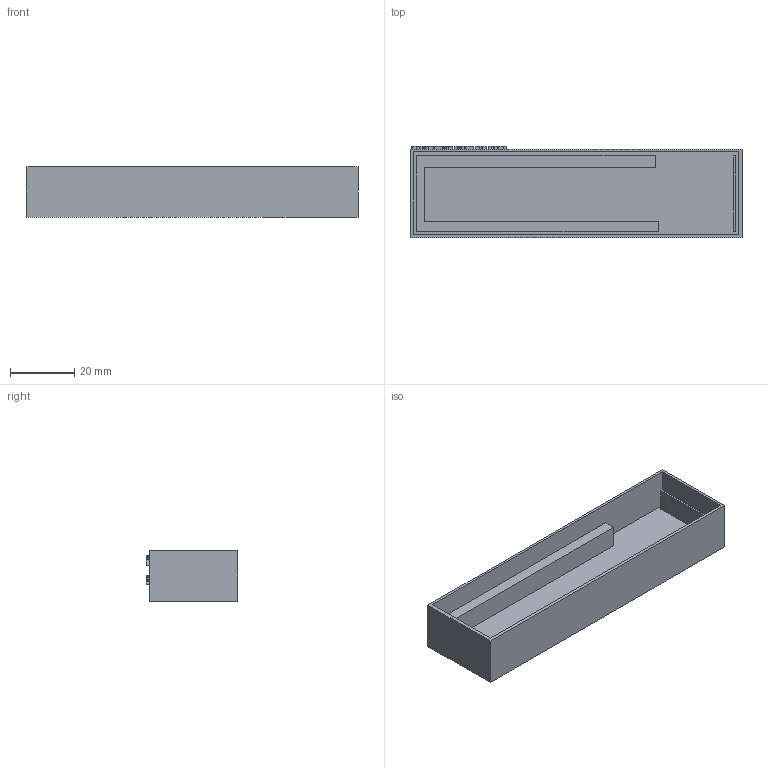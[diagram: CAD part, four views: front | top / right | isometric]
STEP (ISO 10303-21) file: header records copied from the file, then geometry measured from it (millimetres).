
FILE_DESCRIPTION(/* description */ (''),/* implementation_level */ '2;1');
FILE_NAME(/* name */ 'body.step',/* time_stamp */ '2025-09-17T18:54:30+05:30',/* author */ (''),/* organization */ (''),/* preprocessor_version */ 'ST-DEVELOPER v20.1',/* originating_system */ 'Autodesk Translation Framework v14.17.0.0',/* authorisation */ '');
FILE_SCHEMA (('AUTOMOTIVE_DESIGN { 1 0 10303 214 3 1 1 }'));
Length unit declared in the file: millimetre
Products named in the file (1): 2025-09-17-18-54-29-846
Bounding box: 103.42 x 28.47 x 15.8 mm (x, y, z)
Volume: 15468.2 mm3; surface area: 16124.3 mm2
Topology: 1 solids, 1 shells, 616 faces, 1695 edges, 1130 vertices
Faces by surface type: plane 370, bspline 246
Entity records: 21701 total; most frequent: CARTESIAN_POINT 7624, ORIENTED_EDGE 3390, DIRECTION 1945, EDGE_CURVE 1695, LINE 1203, VECTOR 1203, VERTEX_POINT 1130, EDGE_LOOP 665
